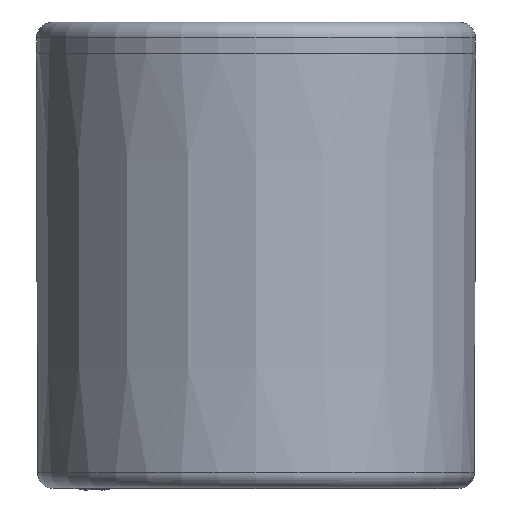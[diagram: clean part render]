
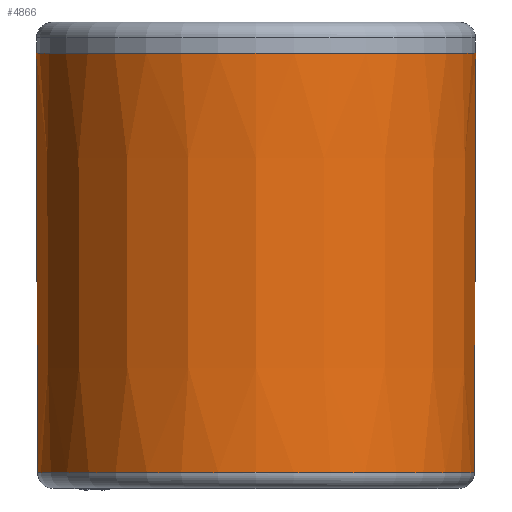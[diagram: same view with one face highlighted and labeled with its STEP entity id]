
A CAD part, top view. The second image highlights one B-rep face of the part: STEP entity #4866.
In plain terms, the highlighted conical face has half-angle 0.2 degrees and reference radius 14.102 mm.
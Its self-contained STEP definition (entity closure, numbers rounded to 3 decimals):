
#868=LINE('',#7816,#1470);
#869=LINE('',#7821,#1471);
#1470=VECTOR('',#6388,1000.);
#1471=VECTOR('',#6391,1000.);
#2733=ORIENTED_EDGE('',*,*,#3466,.T.);
#2734=ORIENTED_EDGE('',*,*,#3467,.T.);
#2735=ORIENTED_EDGE('',*,*,#3468,.F.);
#2736=ORIENTED_EDGE('',*,*,#3469,.T.);
#3466=EDGE_CURVE('',#3936,#3937,#868,.T.);
#3467=EDGE_CURVE('',#3937,#3938,#4012,.T.);
#3468=EDGE_CURVE('',#3939,#3938,#869,.T.);
#3469=EDGE_CURVE('',#3939,#3936,#4013,.T.);
#3936=VERTEX_POINT('',#7817);
#3937=VERTEX_POINT('',#7818);
#3938=VERTEX_POINT('',#7820);
#3939=VERTEX_POINT('',#7822);
#4012=CIRCLE('',#5200,14.15);
#4013=CIRCLE('',#5201,14.056);
#4290=EDGE_LOOP('',(#2733,#2734,#2735,#2736));
#4580=FACE_BOUND('',#4290,.T.);
#4636=CONICAL_SURFACE('',#5199,14.102,0.003);
#4866=ADVANCED_FACE('',(#4580),#4636,.T.);
#5199=AXIS2_PLACEMENT_3D('',#7815,#6386,#6387);
#5200=AXIS2_PLACEMENT_3D('',#7819,#6389,#6390);
#5201=AXIS2_PLACEMENT_3D('',#7823,#6392,#6393);
#6386=DIRECTION('',(0.,1.,0.));
#6387=DIRECTION('',(1.,0.,0.));
#6388=DIRECTION('',(0.003,1.,0.));
#6389=DIRECTION('',(0.,-1.,0.));
#6390=DIRECTION('',(1.,0.,0.));
#6391=DIRECTION('',(-0.003,1.,0.));
#6392=DIRECTION('',(0.,1.,0.));
#6393=DIRECTION('',(0.,0.,1.));
#7815=CARTESIAN_POINT('',(0.,0.249,0.));
#7816=CARTESIAN_POINT('',(14.054,-13.502,0.));
#7817=CARTESIAN_POINT('',(14.056,-13.003,0.));
#7818=CARTESIAN_POINT('',(14.15,14.,0.));
#7819=CARTESIAN_POINT('',(0.,14.,0.));
#7820=CARTESIAN_POINT('',(-14.15,14.,0.));
#7821=CARTESIAN_POINT('',(-14.054,-13.502,0.));
#7822=CARTESIAN_POINT('',(-14.056,-13.003,0.));
#7823=CARTESIAN_POINT('',(0.,-13.003,0.));
